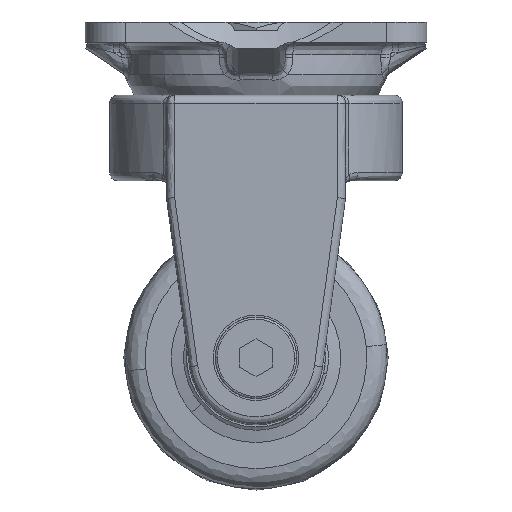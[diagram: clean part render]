
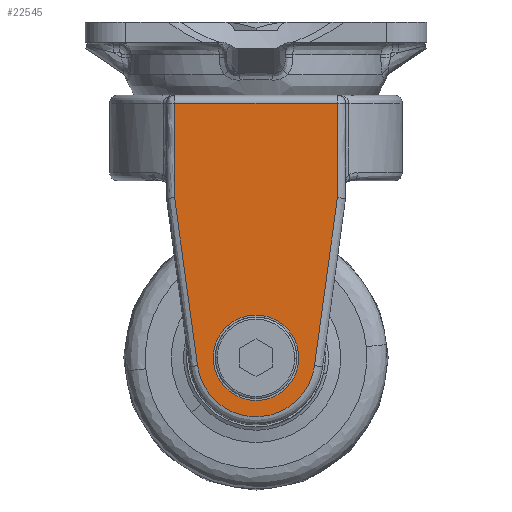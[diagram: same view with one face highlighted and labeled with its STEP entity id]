
A CAD part, front view. The second image highlights one B-rep face of the part: STEP entity #22545.
In plain terms, the highlighted free-form (B-spline) face has degree [1, 1] with [2, 2] control points.
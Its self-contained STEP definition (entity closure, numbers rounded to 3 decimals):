
#22004=CARTESIAN_POINT('',(-10.48,-37.45,-63.859));
#22005=VERTEX_POINT('',#22004);
#22011=CARTESIAN_POINT('',(0.0,-37.45,-75.0));
#22012=VERTEX_POINT('',#22011);
#22013=CARTESIAN_POINT('',(-10.48,-37.45,-63.859));
#22014=CARTESIAN_POINT('',(-10.5,-37.45,-64.179));
#22015=CARTESIAN_POINT('',(-10.5,-37.45,-64.5));
#22016=CARTESIAN_POINT('',(-10.5,-37.45,-75.0));
#22017=CARTESIAN_POINT('',(0.0,-37.45,-75.0));
#22025=(BOUNDED_CURVE()B_SPLINE_CURVE(2,(#22013,#22014,#22015,#22016,#22017),.UNSPECIFIED.,.F.,.U.)B_SPLINE_CURVE_WITH_KNOTS((3,2,3),(0.239,0.25,0.5),.UNSPECIFIED.)CURVE()GEOMETRIC_REPRESENTATION_ITEM()RATIONAL_B_SPLINE_CURVE((0.976,0.988,1.0,0.707,1.0))REPRESENTATION_ITEM(''));
#22026=EDGE_CURVE('',#22005,#22012,#22025,.T.);
#22028=CARTESIAN_POINT('',(10.48,-37.45,-65.141));
#22029=VERTEX_POINT('',#22028);
#22030=CARTESIAN_POINT('',(0.0,-37.45,-75.0));
#22031=CARTESIAN_POINT('',(9.877,-37.45,-75.));
#22032=CARTESIAN_POINT('',(10.48,-37.45,-65.141));
#22040=(BOUNDED_CURVE()B_SPLINE_CURVE(2,(#22030,#22031,#22032),.UNSPECIFIED.,.F.,.U.)B_SPLINE_CURVE_WITH_KNOTS((3,3),(0.5,0.739),.UNSPECIFIED.)CURVE()GEOMETRIC_REPRESENTATION_ITEM()RATIONAL_B_SPLINE_CURVE((1.0,0.72,0.976))REPRESENTATION_ITEM(''));
#22041=EDGE_CURVE('',#22012,#22029,#22040,.T.);
#22073=CARTESIAN_POINT('',(0.0,-37.45,-54.0));
#22074=VERTEX_POINT('',#22073);
#22075=CARTESIAN_POINT('',(10.48,-37.45,-65.141));
#22076=CARTESIAN_POINT('',(10.5,-37.45,-64.821));
#22077=CARTESIAN_POINT('',(10.5,-37.45,-64.5));
#22078=CARTESIAN_POINT('',(10.5,-37.45,-54.0));
#22079=CARTESIAN_POINT('',(0.0,-37.45,-54.0));
#22087=(BOUNDED_CURVE()B_SPLINE_CURVE(2,(#22075,#22076,#22077,#22078,#22079),.UNSPECIFIED.,.F.,.U.)B_SPLINE_CURVE_WITH_KNOTS((3,2,3),(0.739,0.75,1.0),.UNSPECIFIED.)CURVE()GEOMETRIC_REPRESENTATION_ITEM()RATIONAL_B_SPLINE_CURVE((0.976,0.988,1.0,0.707,1.0))REPRESENTATION_ITEM(''));
#22088=EDGE_CURVE('',#22029,#22074,#22087,.T.);
#22090=CARTESIAN_POINT('',(0.0,-37.45,-54.0));
#22091=CARTESIAN_POINT('',(-9.877,-37.45,-54.0));
#22092=CARTESIAN_POINT('',(-10.48,-37.45,-63.859));
#22100=(BOUNDED_CURVE()B_SPLINE_CURVE(2,(#22090,#22091,#22092),.UNSPECIFIED.,.F.,.U.)B_SPLINE_CURVE_WITH_KNOTS((3,3),(0.0,0.239),.UNSPECIFIED.)CURVE()GEOMETRIC_REPRESENTATION_ITEM()RATIONAL_B_SPLINE_CURVE((1.0,0.72,0.976))REPRESENTATION_ITEM(''));
#22101=EDGE_CURVE('',#22074,#22005,#22100,.T.);
#22473=CARTESIAN_POINT('',(-21.998,-37.45,-82.846));
#22474=CARTESIAN_POINT('',(21.998,-37.45,-82.846));
#22475=CARTESIAN_POINT('',(-21.998,-37.45,1.846));
#22476=CARTESIAN_POINT('',(21.998,-37.45,1.846));
#22477=B_SPLINE_SURFACE_WITH_KNOTS('',1,1,((#22473,#22475),(#22474,#22476)),.UNSPECIFIED.,.F.,.F.,.U.,(2,2),(2,2),(0.0,43.996),(0.0,84.692),.UNSPECIFIED.);
#22478=CARTESIAN_POINT('',(14.367,-37.45,-66.461));
#22479=VERTEX_POINT('',#22478);
#22480=CARTESIAN_POINT('',(20.0,-37.45,-25.184));
#22481=VERTEX_POINT('',#22480);
#22482=CARTESIAN_POINT('',(14.367,-37.45,-66.461));
#22483=CARTESIAN_POINT('',(20.0,-37.45,-25.184));
#22484=QUASI_UNIFORM_CURVE('',1,(#22482,#22483),.UNSPECIFIED.,.F.,.U.);
#22485=EDGE_CURVE('',#22479,#22481,#22484,.T.);
#22486=ORIENTED_EDGE('',*,*,#22485,.T.);
#22487=CARTESIAN_POINT('',(20.0,-37.45,-2.0));
#22488=VERTEX_POINT('',#22487);
#22489=CARTESIAN_POINT('',(20.0,-37.45,-25.184));
#22490=CARTESIAN_POINT('',(20.0,-37.45,-2.0));
#22491=QUASI_UNIFORM_CURVE('',1,(#22489,#22490),.UNSPECIFIED.,.F.,.U.);
#22492=EDGE_CURVE('',#22481,#22488,#22491,.T.);
#22493=ORIENTED_EDGE('',*,*,#22492,.T.);
#22494=CARTESIAN_POINT('',(-20.0,-37.45,-2.0));
#22495=VERTEX_POINT('',#22494);
#22496=CARTESIAN_POINT('',(20.0,-37.45,-2.0));
#22497=CARTESIAN_POINT('',(-20.0,-37.45,-2.0));
#22498=QUASI_UNIFORM_CURVE('',1,(#22496,#22497),.UNSPECIFIED.,.F.,.U.);
#22499=EDGE_CURVE('',#22488,#22495,#22498,.T.);
#22500=ORIENTED_EDGE('',*,*,#22499,.T.);
#22501=CARTESIAN_POINT('',(-20.0,-37.45,-25.184));
#22502=VERTEX_POINT('',#22501);
#22503=CARTESIAN_POINT('',(-20.0,-37.45,-2.0));
#22504=CARTESIAN_POINT('',(-20.0,-37.45,-25.184));
#22505=QUASI_UNIFORM_CURVE('',1,(#22503,#22504),.UNSPECIFIED.,.F.,.U.);
#22506=EDGE_CURVE('',#22495,#22502,#22505,.T.);
#22507=ORIENTED_EDGE('',*,*,#22506,.T.);
#22508=CARTESIAN_POINT('',(-14.367,-37.45,-66.461));
#22509=VERTEX_POINT('',#22508);
#22510=CARTESIAN_POINT('',(-20.0,-37.45,-25.184));
#22511=CARTESIAN_POINT('',(-14.367,-37.45,-66.461));
#22512=QUASI_UNIFORM_CURVE('',1,(#22510,#22511),.UNSPECIFIED.,.F.,.U.);
#22513=EDGE_CURVE('',#22502,#22509,#22512,.T.);
#22514=ORIENTED_EDGE('',*,*,#22513,.T.);
#22515=CARTESIAN_POINT('',(-14.367,-37.45,-66.461));
#22516=CARTESIAN_POINT('',(-14.25,-37.45,-67.32));
#22517=CARTESIAN_POINT('',(-13.909,-37.45,-68.805));
#22518=CARTESIAN_POINT('',(-13.018,-37.45,-71.022));
#22519=CARTESIAN_POINT('',(-11.956,-37.45,-72.796));
#22520=CARTESIAN_POINT('',(-10.616,-37.45,-74.435));
#22521=CARTESIAN_POINT('',(-8.878,-37.45,-76.077));
#22522=CARTESIAN_POINT('',(-6.668,-37.45,-77.482));
#22523=CARTESIAN_POINT('',(-4.337,-37.45,-78.386));
#22524=CARTESIAN_POINT('',(-2.222,-37.45,-78.881));
#22525=CARTESIAN_POINT('',(0.163,-37.45,-79.082));
#22526=CARTESIAN_POINT('',(3.089,-37.45,-78.786));
#22527=CARTESIAN_POINT('',(5.886,-37.45,-77.86));
#22528=CARTESIAN_POINT('',(8.433,-37.45,-76.398));
#22529=CARTESIAN_POINT('',(10.298,-37.45,-74.807));
#22530=CARTESIAN_POINT('',(12.005,-37.45,-72.765));
#22531=CARTESIAN_POINT('',(13.528,-37.45,-70.12));
#22532=CARTESIAN_POINT('',(14.184,-37.45,-67.803));
#22533=CARTESIAN_POINT('',(14.367,-37.45,-66.461));
#22534=B_SPLINE_CURVE_WITH_KNOTS('',3,(#22515,#22516,#22517,#22518,#22519,#22520,#22521,#22522,#22523,#22524,#22525,#22526,#22527,#22528,#22529,#22530,#22531,#22532,#22533),.UNSPECIFIED.,.F.,.U.,(4,1,1,1,1,1,1,1,1,1,1,1,1,1,1,1,4),(0.,2.601,4.552,7.153,8.779,10.893,14.307,16.583,18.371,20.81,23.736,27.15,29.589,32.516,34.466,37.555,41.62),.UNSPECIFIED.);
#22535=EDGE_CURVE('',#22509,#22479,#22534,.T.);
#22536=ORIENTED_EDGE('',*,*,#22535,.T.);
#22537=EDGE_LOOP('',(#22486,#22493,#22500,#22507,#22514,#22536));
#22538=FACE_OUTER_BOUND('',#22537,.T.);
#22539=ORIENTED_EDGE('',*,*,#22041,.F.);
#22540=ORIENTED_EDGE('',*,*,#22026,.F.);
#22541=ORIENTED_EDGE('',*,*,#22101,.F.);
#22542=ORIENTED_EDGE('',*,*,#22088,.F.);
#22543=EDGE_LOOP('',(#22539,#22540,#22541,#22542));
#22544=FACE_BOUND('',#22543,.T.);
#22545=ADVANCED_FACE('',(#22538,#22544),#22477,.T.);
